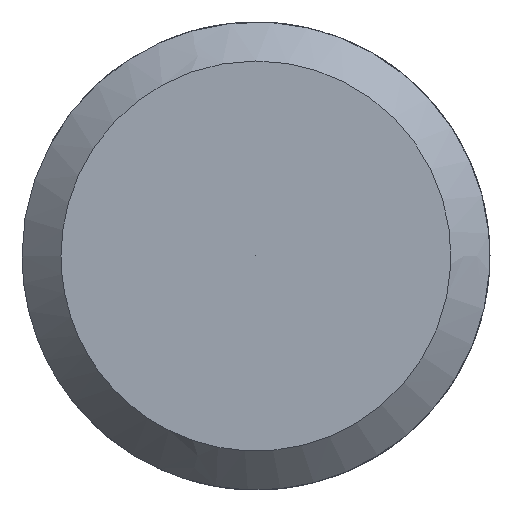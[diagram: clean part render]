
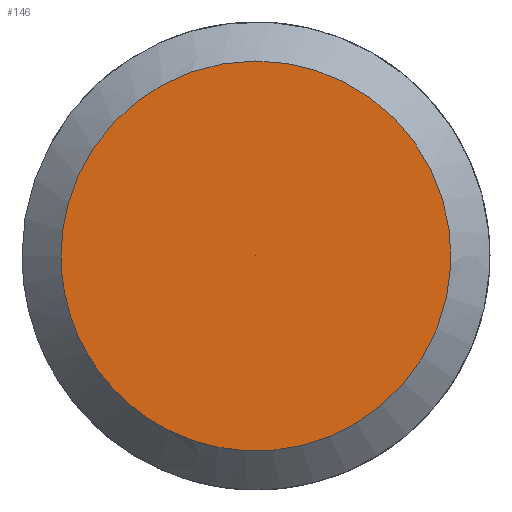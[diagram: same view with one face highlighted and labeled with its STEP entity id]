
A CAD part, left-side view. The second image highlights one B-rep face of the part: STEP entity #146.
In plain terms, the highlighted free-form (B-spline) face has degree [5, 3] with [6, 4] control points.
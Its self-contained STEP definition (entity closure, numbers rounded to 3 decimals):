
#52 = CARTESIAN_POINT ('', (-81., 1.25, 0.));
#53 = VERTEX_POINT ('', #52);
#71 = CARTESIAN_POINT ('', (-81., 1.25, 0.));
#72 = CARTESIAN_POINT ('', (-81., 1.25, 5.));
#73 = CARTESIAN_POINT ('', (-81., -3.75, 2.5));
#74 = CARTESIAN_POINT ('', (-81., -3.75, -2.5));
#75 = CARTESIAN_POINT ('', (-81., 1.25, -5.));
#76 = CARTESIAN_POINT ('', (-81., 1.25, 0.));
#77 = (
   BOUNDED_CURVE ()
   B_SPLINE_CURVE (5, (#71, #72, #73, #74, #75, #76), .UNSPECIFIED., .T., .U.)
   B_SPLINE_CURVE_WITH_KNOTS ((6, 6), (0., 1.), .UNSPECIFIED.)
   CURVE ()
   GEOMETRIC_REPRESENTATION_ITEM ()
   RATIONAL_B_SPLINE_CURVE ((5., 1., 1., 1., 1., 5.))
   REPRESENTATION_ITEM ('')
);
#78 = EDGE_CURVE ('', #53, #53, #77, .T.);
#108 = CARTESIAN_POINT ('', (-81., 0., 0.));
#109 = VERTEX_POINT ('', #108);
#110 = CARTESIAN_POINT ('', (-81., 1.25, 0.));
#111 = CARTESIAN_POINT ('', (-81., 0.833, 0.));
#112 = CARTESIAN_POINT ('', (-81., 0.417, 0.));
#113 = CARTESIAN_POINT ('', (-81., 0., 0.));
#114 = B_SPLINE_CURVE_WITH_KNOTS ('', 3, (#110, #111, #112, #113), .UNSPECIFIED., .F., .U., (4, 4), (0., 1.), .UNSPECIFIED.);
#115 = EDGE_CURVE ('', #53, #109, #114, .T.);
#116 = ORIENTED_EDGE ('', *, *, #115, .F.);
#117 = ORIENTED_EDGE ('', *, *, #78, .T.);
#118 = ORIENTED_EDGE ('', *, *, #115, .T.);
#119 = EDGE_LOOP ('', (#116, #117, #118));
#120 = FACE_OUTER_BOUND ('', #119, .F.);
#121 = CARTESIAN_POINT ('', (-81., 1.25, 0.));
#122 = CARTESIAN_POINT ('', (-81., 0.833, 0.));
#123 = CARTESIAN_POINT ('', (-81., 0.417, 0.));
#124 = CARTESIAN_POINT ('', (-81., 0., 0.));
#125 = CARTESIAN_POINT ('', (-81., 1.25, 5.));
#126 = CARTESIAN_POINT ('', (-81., 0.833, 3.333));
#127 = CARTESIAN_POINT ('', (-81., 0.417, 1.667));
#128 = CARTESIAN_POINT ('', (-81., 0., 0.));
#129 = CARTESIAN_POINT ('', (-81., -3.75, 2.5));
#130 = CARTESIAN_POINT ('', (-81., -2.5, 1.667));
#131 = CARTESIAN_POINT ('', (-81., -1.25, 0.833));
#132 = CARTESIAN_POINT ('', (-81., 0., 0.));
#133 = CARTESIAN_POINT ('', (-81., -3.75, -2.5));
#134 = CARTESIAN_POINT ('', (-81., -2.5, -1.667));
#135 = CARTESIAN_POINT ('', (-81., -1.25, -0.833));
#136 = CARTESIAN_POINT ('', (-81., 0., 0.));
#137 = CARTESIAN_POINT ('', (-81., 1.25, -5.));
#138 = CARTESIAN_POINT ('', (-81., 0.833, -3.333));
#139 = CARTESIAN_POINT ('', (-81., 0.417, -1.667));
#140 = CARTESIAN_POINT ('', (-81., 0., 0.));
#141 = CARTESIAN_POINT ('', (-81., 1.25, 0.));
#142 = CARTESIAN_POINT ('', (-81., 0.833, 0.));
#143 = CARTESIAN_POINT ('', (-81., 0.417, 0.));
#144 = CARTESIAN_POINT ('', (-81., 0., 0.));
#145 = (
   BOUNDED_SURFACE ()
   B_SPLINE_SURFACE (5, 3, ((#121, #122, #123, #124), (#125, #126, #127, #128), (#129, #130, #131, #132), (#133, #134, #135, #136), (#137, #138, #139, #140), (#141, #142, #143, #144)), .UNSPECIFIED., .T., .F., .U.)
   B_SPLINE_SURFACE_WITH_KNOTS ((6, 6), (4, 4), (0., 1.), (0., 1.), .UNSPECIFIED.)
   SURFACE ()
   GEOMETRIC_REPRESENTATION_ITEM ()
   RATIONAL_B_SPLINE_SURFACE (((5., 5., 5., 5.), (1., 1., 1., 1.), (1., 1., 1., 1.), (1., 1., 1., 1.), (1., 1., 1., 1.), (5., 5., 5., 5.)))
   REPRESENTATION_ITEM ('')
);
#146 = ADVANCED_FACE ('', (#120), #145, .F.);
